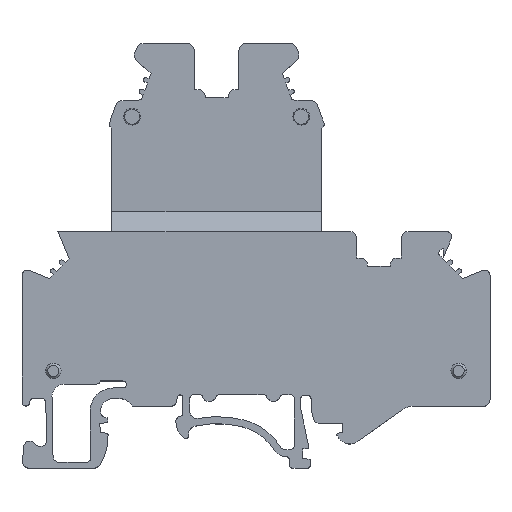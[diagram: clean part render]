
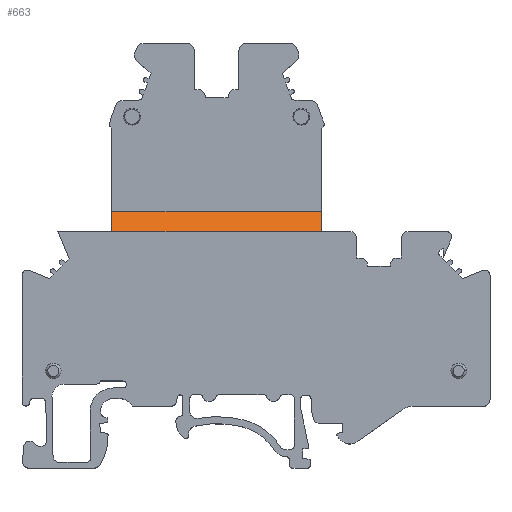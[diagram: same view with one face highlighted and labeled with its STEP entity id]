
A CAD part, top view. The second image highlights one B-rep face of the part: STEP entity #663.
In plain terms, the highlighted planar face has unit normal (0, 0.656, 0.755).
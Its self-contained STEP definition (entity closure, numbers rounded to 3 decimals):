
#663=ADVANCED_FACE('',(#1093),#865,.F.);
#865=PLANE('',#5805);
#1093=FACE_OUTER_BOUND('',#1379,.T.);
#1379=EDGE_LOOP('',(#2587,#2588,#2589,#2590));
#2587=ORIENTED_EDGE('',*,*,#3977,.F.);
#2588=ORIENTED_EDGE('',*,*,#3925,.T.);
#2589=ORIENTED_EDGE('',*,*,#4190,.T.);
#2590=ORIENTED_EDGE('',*,*,#4191,.F.);
#3382=VERTEX_POINT('',#8212);
#3383=VERTEX_POINT('',#8214);
#3432=VERTEX_POINT('',#8324);
#3492=VERTEX_POINT('',#8775);
#3925=EDGE_CURVE('',#3383,#3382,#4582,.T.);
#3977=EDGE_CURVE('',#3383,#3432,#4605,.T.);
#4190=EDGE_CURVE('',#3382,#3492,#4790,.T.);
#4191=EDGE_CURVE('',#3432,#3492,#4791,.T.);
#4582=LINE('',#8213,#5126);
#4605=LINE('',#8323,#5149);
#4790=LINE('',#8774,#5334);
#4791=LINE('',#8776,#5335);
#5126=VECTOR('',#6470,1.);
#5149=VECTOR('',#6557,1.);
#5334=VECTOR('',#7094,1.);
#5335=VECTOR('',#7095,1.);
#5805=AXIS2_PLACEMENT_3D('',#8777,#7096,#7097);
#6470=DIRECTION('',(1.,0.,0.));
#6557=DIRECTION('',(0.,0.755,-0.656));
#7094=DIRECTION('',(0.,0.755,-0.656));
#7095=DIRECTION('',(1.,0.,0.));
#7096=DIRECTION('',(0.,-0.656,-0.755));
#7097=DIRECTION('',(0.,-0.755,0.656));
#8212=CARTESIAN_POINT('',(15.05,0.,0.));
#8213=CARTESIAN_POINT('',(13.55,0.,0.));
#8214=CARTESIAN_POINT('',(-15.05,0.,0.));
#8323=CARTESIAN_POINT('',(-15.05,0.,0.));
#8324=CARTESIAN_POINT('',(-15.05,2.876,-2.5));
#8774=CARTESIAN_POINT('',(15.05,0.,0.));
#8775=CARTESIAN_POINT('',(15.05,2.876,-2.5));
#8776=CARTESIAN_POINT('',(13.55,2.876,-2.5));
#8777=CARTESIAN_POINT('',(-40.,0.,0.));
